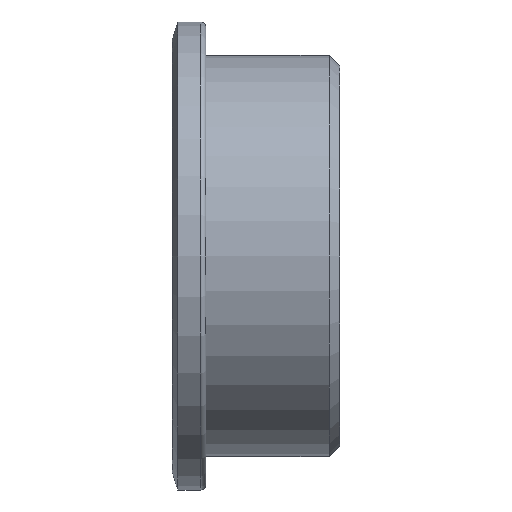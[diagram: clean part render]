
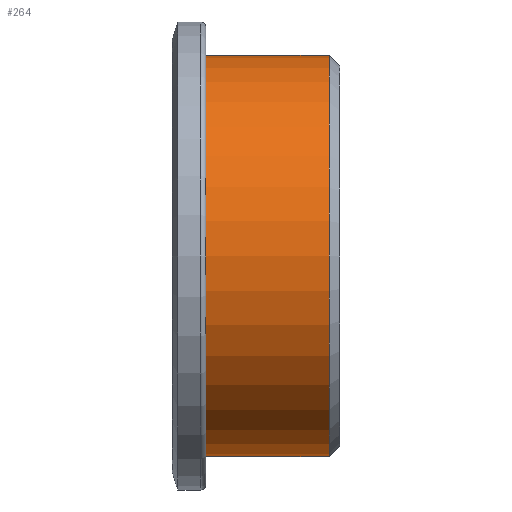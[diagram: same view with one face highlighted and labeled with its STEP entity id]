
A CAD part, left-side view. The second image highlights one B-rep face of the part: STEP entity #264.
In plain terms, the highlighted cylindrical face has radius 9.525 mm (diameter 19.05 mm), a partial arc.
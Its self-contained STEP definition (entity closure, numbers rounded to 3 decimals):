
#6 = CARTESIAN_POINT ( 'NONE',  ( 0., 6.35, 0. ) ) ;
#39 = ORIENTED_EDGE ( 'NONE', *, *, #343, .T. ) ;
#45 = VERTEX_POINT ( 'NONE', #206 ) ;
#72 = VECTOR ( 'NONE', #451, 1000. ) ;
#76 = DIRECTION ( 'NONE',  ( 0., 0., -1. ) ) ;
#83 = FACE_OUTER_BOUND ( 'NONE', #449, .T. ) ;
#138 = DIRECTION ( 'NONE',  ( 0., -1., 0. ) ) ;
#160 = AXIS2_PLACEMENT_3D ( 'NONE', #6, #138, #605 ) ;
#206 = CARTESIAN_POINT ( 'NONE',  ( 0., 0.5, 9.525 ) ) ;
#214 = CIRCLE ( 'NONE', #160, 9.525 ) ;
#237 = CARTESIAN_POINT ( 'NONE',  ( 0., 0.5, 0. ) ) ;
#251 = CARTESIAN_POINT ( 'NONE',  ( 0., 0., 9.525 ) ) ;
#257 = EDGE_CURVE ( 'NONE', #384, #656, #214, .T. ) ;
#264 = ADVANCED_FACE ( 'NONE', ( #83 ), #391, .T. ) ;
#278 = EDGE_CURVE ( 'NONE', #656, #497, #660, .T. ) ;
#286 = LINE ( 'NONE', #251, #72 ) ;
#322 = ORIENTED_EDGE ( 'NONE', *, *, #257, .T. ) ;
#328 = ORIENTED_EDGE ( 'NONE', *, *, #448, .F. ) ;
#335 = CARTESIAN_POINT ( 'NONE',  ( 0., 0., 0. ) ) ;
#343 = EDGE_CURVE ( 'NONE', #497, #45, #362, .T. ) ;
#362 = CIRCLE ( 'NONE', #373, 9.525 ) ;
#373 = AXIS2_PLACEMENT_3D ( 'NONE', #237, #552, #663 ) ;
#384 = VERTEX_POINT ( 'NONE', #454 ) ;
#391 = CYLINDRICAL_SURFACE ( 'NONE', #621, 9.525 ) ;
#448 = EDGE_CURVE ( 'NONE', #384, #45, #286, .T. ) ;
#449 = EDGE_LOOP ( 'NONE', ( #328, #322, #510, #39 ) ) ;
#451 = DIRECTION ( 'NONE',  ( 0., -1., 0. ) ) ;
#454 = CARTESIAN_POINT ( 'NONE',  ( 0., 6.35, 9.525 ) ) ;
#497 = VERTEX_POINT ( 'NONE', #511 ) ;
#510 = ORIENTED_EDGE ( 'NONE', *, *, #278, .T. ) ;
#511 = CARTESIAN_POINT ( 'NONE',  ( 0., 0.5, -9.525 ) ) ;
#544 = CARTESIAN_POINT ( 'NONE',  ( 0., 0., -9.525 ) ) ;
#552 = DIRECTION ( 'NONE',  ( 0., 1., 0. ) ) ;
#553 = DIRECTION ( 'NONE',  ( 0., -1., 0. ) ) ;
#588 = CARTESIAN_POINT ( 'NONE',  ( 0., 6.35, -9.525 ) ) ;
#599 = DIRECTION ( 'NONE',  ( 0., -1., 0. ) ) ;
#605 = DIRECTION ( 'NONE',  ( 0., 0., -1. ) ) ;
#619 = VECTOR ( 'NONE', #599, 1000. ) ;
#621 = AXIS2_PLACEMENT_3D ( 'NONE', #335, #553, #76 ) ;
#656 = VERTEX_POINT ( 'NONE', #588 ) ;
#660 = LINE ( 'NONE', #544, #619 ) ;
#663 = DIRECTION ( 'NONE',  ( 0., 0., -1. ) ) ;
